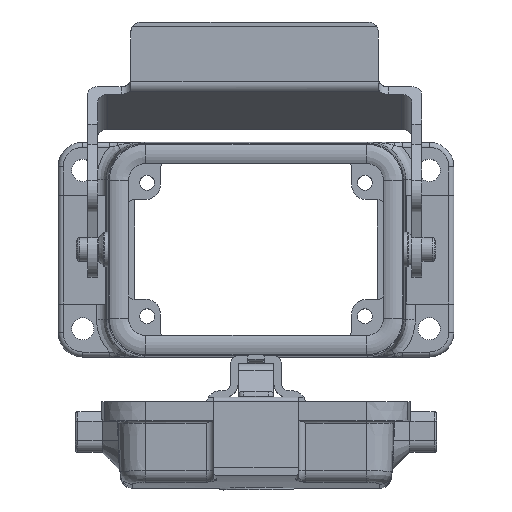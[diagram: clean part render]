
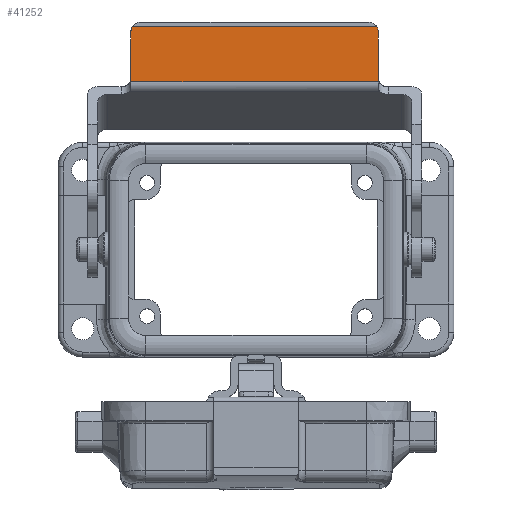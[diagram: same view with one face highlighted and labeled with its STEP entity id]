
A CAD part, top view. The second image highlights one B-rep face of the part: STEP entity #41252.
In plain terms, the highlighted face is planar.
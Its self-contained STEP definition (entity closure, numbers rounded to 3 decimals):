
#40290=CARTESIAN_POINT('',(34.405,27.438,-56.75));
#40291=VERTEX_POINT('',#40290);
#40298=CARTESIAN_POINT('',(35.301,28.098,-56.412));
#40299=VERTEX_POINT('',#40298);
#40300=CARTESIAN_POINT('',(34.405,27.438,-54.75));
#40301=DIRECTION('',(0.593,-0.805,0.));
#40302=DIRECTION('',(0.569,0.42,-0.707));
#40303=AXIS2_PLACEMENT_3D('',#40300,#40301,#40302);
#40304=CIRCLE('',#40303,2.0);
#40305=EDGE_CURVE('',#40291,#40299,#40304,.T.);
#40347=CARTESIAN_POINT('',(26.312,21.472,-56.75));
#40348=VERTEX_POINT('',#40347);
#40356=CARTESIAN_POINT('',(26.312,21.472,-56.75));
#40357=DIRECTION('',(0.805,0.593,0.0));
#40358=VECTOR('',#40357,10.054);
#40359=LINE('',#40356,#40358);
#40360=EDGE_CURVE('',#40348,#40291,#40359,.T.);
#40453=CARTESIAN_POINT('',(35.301,28.098,-7.088));
#40454=VERTEX_POINT('',#40453);
#40455=CARTESIAN_POINT('',(34.405,27.438,-6.75));
#40456=VERTEX_POINT('',#40455);
#40457=CARTESIAN_POINT('',(34.405,27.438,-8.75));
#40458=DIRECTION('',(0.593,-0.805,0.));
#40459=DIRECTION('',(0.569,0.42,0.707));
#40460=AXIS2_PLACEMENT_3D('',#40457,#40458,#40459);
#40461=CIRCLE('',#40460,2.0);
#40462=EDGE_CURVE('',#40454,#40456,#40461,.T.);
#40488=CARTESIAN_POINT('',(26.312,21.472,-6.75));
#40489=VERTEX_POINT('',#40488);
#40490=CARTESIAN_POINT('',(34.405,27.438,-6.75));
#40491=DIRECTION('',(-0.805,-0.593,0.));
#40492=VECTOR('',#40491,10.054);
#40493=LINE('',#40490,#40492);
#40494=EDGE_CURVE('',#40456,#40489,#40493,.T.);
#41223=CARTESIAN_POINT('',(26.312,21.472,-6.75));
#41224=DIRECTION('',(0.0,0.0,-1.0));
#41225=VECTOR('',#41224,50.);
#41226=LINE('',#41223,#41225);
#41227=EDGE_CURVE('',#40489,#40348,#41226,.T.);
#41234=CARTESIAN_POINT('',(35.301,28.098,-6.75));
#41235=DIRECTION('',(-0.593,0.805,0.));
#41236=DIRECTION('',(0.0,0.0,1.0));
#41237=AXIS2_PLACEMENT_3D('',#41234,#41235,#41236);
#41238=PLANE('',#41237);
#41239=ORIENTED_EDGE('',*,*,#40305,.F.);
#41240=ORIENTED_EDGE('',*,*,#40360,.F.);
#41241=ORIENTED_EDGE('',*,*,#41227,.F.);
#41242=ORIENTED_EDGE('',*,*,#40494,.F.);
#41243=ORIENTED_EDGE('',*,*,#40462,.F.);
#41244=CARTESIAN_POINT('',(35.301,28.098,-7.088));
#41245=DIRECTION('',(0.0,0.0,-1.0));
#41246=VECTOR('',#41245,49.323);
#41247=LINE('',#41244,#41246);
#41248=EDGE_CURVE('',#40454,#40299,#41247,.T.);
#41249=ORIENTED_EDGE('',*,*,#41248,.T.);
#41250=EDGE_LOOP('',(#41239,#41240,#41241,#41242,#41243,#41249));
#41251=FACE_OUTER_BOUND('',#41250,.T.);
#41252=ADVANCED_FACE('',(#41251),#41238,.T.);
